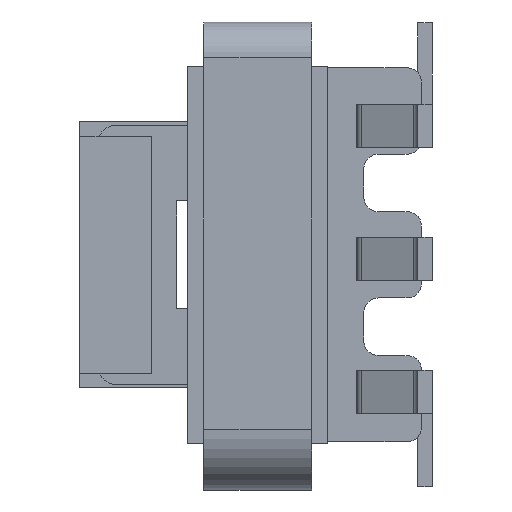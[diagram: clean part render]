
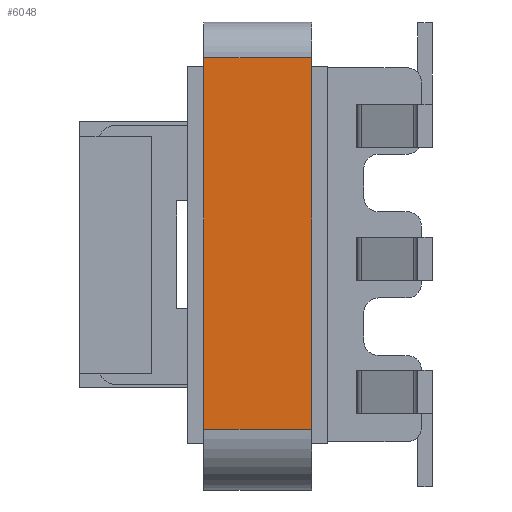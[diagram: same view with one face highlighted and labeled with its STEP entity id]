
A CAD part, left-side view. The second image highlights one B-rep face of the part: STEP entity #6048.
In plain terms, the highlighted planar face has unit normal (-1, 0, 0).
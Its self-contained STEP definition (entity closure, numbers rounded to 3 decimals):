
#561 = VERTEX_POINT ( 'NONE', #3506 ) ;
#1379 = EDGE_CURVE ( 'NONE', #5324, #561, #11874, .T. ) ;
#1716 = DIRECTION ( 'NONE',  ( 0., 0., 1. ) ) ;
#1800 = EDGE_LOOP ( 'NONE', ( #9914, #4819, #3017, #7912 ) ) ;
#1934 = CARTESIAN_POINT ( 'NONE',  ( 0.413, 4.455, 3.064 ) ) ;
#2878 = VERTEX_POINT ( 'NONE', #3884 ) ;
#2951 = EDGE_CURVE ( 'NONE', #7921, #2878, #6500, .T. ) ;
#3017 = ORIENTED_EDGE ( 'NONE', *, *, #1379, .T. ) ;
#3201 = DIRECTION ( 'NONE',  ( 0., 0., 1. ) ) ;
#3506 = CARTESIAN_POINT ( 'NONE',  ( 0.413, 2.955, 8.223 ) ) ;
#3658 = CARTESIAN_POINT ( 'NONE',  ( 0.413, 2.955, 3.064 ) ) ;
#3884 = CARTESIAN_POINT ( 'NONE',  ( 0.413, 4.455, 8.223 ) ) ;
#4178 = CARTESIAN_POINT ( 'NONE',  ( 0.413, 2.955, 3.064 ) ) ;
#4532 = PLANE ( 'NONE',  #5139 ) ;
#4699 = LINE ( 'NONE', #9886, #9996 ) ;
#4819 = ORIENTED_EDGE ( 'NONE', *, *, #11768, .F. ) ;
#5139 = AXIS2_PLACEMENT_3D ( 'NONE', #3658, #12221, #1716 ) ;
#5324 = VERTEX_POINT ( 'NONE', #11259 ) ;
#5715 = CARTESIAN_POINT ( 'NONE',  ( 0.413, 2.955, 3.064 ) ) ;
#5898 = VECTOR ( 'NONE', #3201, 1000. ) ;
#6010 = CARTESIAN_POINT ( 'NONE',  ( 0.413, 4.455, 3.064 ) ) ;
#6048 = ADVANCED_FACE ( 'NONE', ( #6723 ), #4532, .T. ) ;
#6115 = LINE ( 'NONE', #4178, #12131 ) ;
#6500 = LINE ( 'NONE', #6010, #5898 ) ;
#6723 = FACE_OUTER_BOUND ( 'NONE', #1800, .T. ) ;
#7018 = EDGE_CURVE ( 'NONE', #561, #2878, #4699, .T. ) ;
#7912 = ORIENTED_EDGE ( 'NONE', *, *, #7018, .T. ) ;
#7921 = VERTEX_POINT ( 'NONE', #1934 ) ;
#9616 = VECTOR ( 'NONE', #9752, 1000. ) ;
#9752 = DIRECTION ( 'NONE',  ( 0., 0., 1. ) ) ;
#9886 = CARTESIAN_POINT ( 'NONE',  ( 0.413, 2.955, 8.223 ) ) ;
#9914 = ORIENTED_EDGE ( 'NONE', *, *, #2951, .F. ) ;
#9924 = DIRECTION ( 'NONE',  ( 0., 1., 0. ) ) ;
#9996 = VECTOR ( 'NONE', #9924, 1000. ) ;
#11259 = CARTESIAN_POINT ( 'NONE',  ( 0.413, 2.955, 3.064 ) ) ;
#11768 = EDGE_CURVE ( 'NONE', #5324, #7921, #6115, .T. ) ;
#11860 = DIRECTION ( 'NONE',  ( 0., 1., 0. ) ) ;
#11874 = LINE ( 'NONE', #5715, #9616 ) ;
#12131 = VECTOR ( 'NONE', #11860, 1000. ) ;
#12221 = DIRECTION ( 'NONE',  ( -1., 0., 0. ) ) ;
